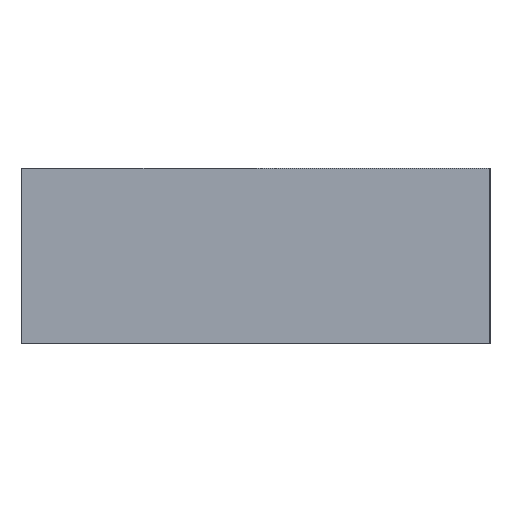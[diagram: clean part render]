
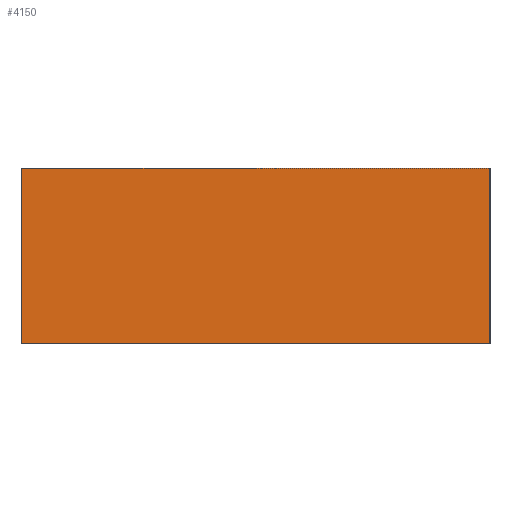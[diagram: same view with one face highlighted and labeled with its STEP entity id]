
A CAD part, left-side view. The second image highlights one B-rep face of the part: STEP entity #4150.
In plain terms, the highlighted planar face has unit normal (-1, 0, 0).
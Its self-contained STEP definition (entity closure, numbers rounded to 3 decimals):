
#359=ORIENTED_EDGE('',*,*,#953,.T.);
#360=ORIENTED_EDGE('',*,*,#954,.F.);
#361=ORIENTED_EDGE('',*,*,#955,.F.);
#362=ORIENTED_EDGE('',*,*,#922,.T.);
#922=EDGE_CURVE('',#1220,#1219,#1478,.T.);
#953=EDGE_CURVE('',#1219,#1250,#1498,.T.);
#954=EDGE_CURVE('',#1251,#1250,#1499,.T.);
#955=EDGE_CURVE('',#1220,#1251,#1500,.T.);
#1219=VERTEX_POINT('',#5682);
#1220=VERTEX_POINT('',#5684);
#1250=VERTEX_POINT('',#5822);
#1251=VERTEX_POINT('',#5824);
#1478=LINE('',#5683,#1581);
#1498=LINE('',#5821,#1601);
#1499=LINE('',#5823,#1602);
#1500=LINE('',#5825,#1603);
#1581=VECTOR('',#4769,1000.);
#1601=VECTOR('',#4803,1000.);
#1602=VECTOR('',#4804,1000.);
#1603=VECTOR('',#4805,1000.);
#1687=EDGE_LOOP('',(#359,#360,#361,#362));
#2086=FACE_BOUND('',#1687,.T.);
#2480=PLANE('',#4380);
#4150=ADVANCED_FACE('',(#2086),#2480,.F.);
#4380=AXIS2_PLACEMENT_3D('',#5820,#4801,#4802);
#4769=DIRECTION('',(0.,0.,-1.));
#4801=DIRECTION('',(1.,0.,0.));
#4802=DIRECTION('',(0.,0.,-1.));
#4803=DIRECTION('',(0.,-1.,0.));
#4804=DIRECTION('',(0.,0.,-1.));
#4805=DIRECTION('',(0.,-1.,0.));
#5682=CARTESIAN_POINT('',(-47.5,20.,0.));
#5683=CARTESIAN_POINT('',(-47.5,20.,15.));
#5684=CARTESIAN_POINT('',(-47.5,20.,15.));
#5820=CARTESIAN_POINT('',(-47.5,20.,15.));
#5821=CARTESIAN_POINT('',(-47.5,20.,0.));
#5822=CARTESIAN_POINT('',(-47.5,-20.,0.));
#5823=CARTESIAN_POINT('',(-47.5,-20.,15.));
#5824=CARTESIAN_POINT('',(-47.5,-20.,15.));
#5825=CARTESIAN_POINT('',(-47.5,20.,15.));
